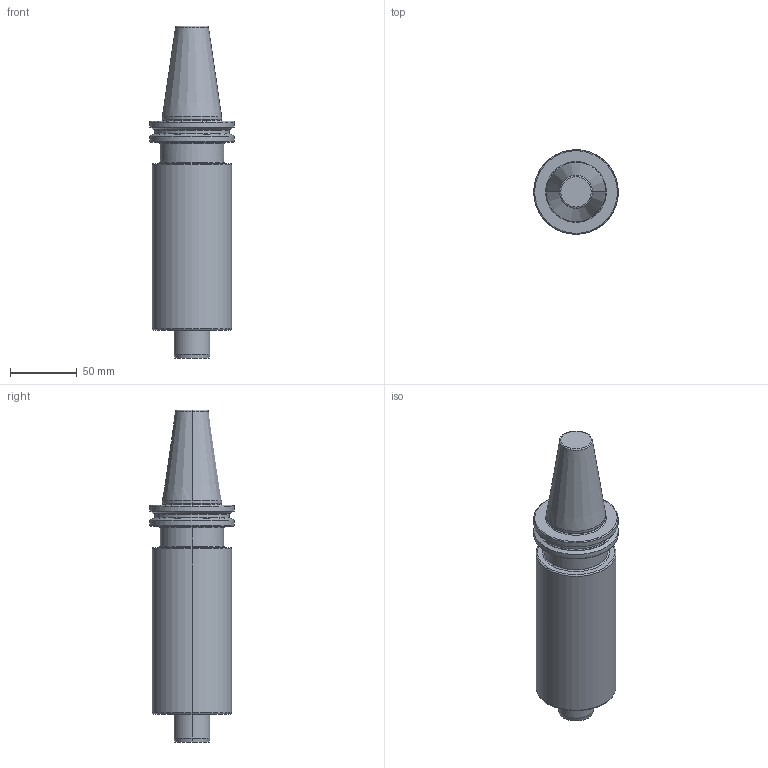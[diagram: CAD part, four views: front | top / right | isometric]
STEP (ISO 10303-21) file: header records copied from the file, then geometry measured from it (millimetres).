
FILE_DESCRIPTION(/* description */ (''),/* implementation_level */ '2;1');
FILE_NAME(/* name */ '1659669648757.stp',/* time_stamp */ '2022-08-05T08:51:01+05:00',/* author */ (''),/* organization */ ('SMS'),/* preprocessor_version */ 'ST-DEVELOPER v16.7',/* originating_system */ 'SIEMENS PLM Software NX 12.0',/* authorisation */ '');
FILE_SCHEMA (('AUTOMOTIVE_DESIGN { 1 0 10303 214 3 1 1 1 }'));
Length unit declared in the file: millimetre
Products named in the file (1): 204264359mod000_00
Bounding box: 63.5 x 63.5 x 249.25 mm (x, y, z)
Volume: 511274.6 mm3; surface area: 46335.3 mm2
Topology: 1 solids, 1 shells, 54 faces, 118 edges, 74 vertices
Faces by surface type: torus 22, cylinder 11, plane 10, cone 8, revolution 3
Full cylindrical faces by diameter (mm): 56 x1, 63.5 x2
Entity records: 1646 total; most frequent: CARTESIAN_POINT 387, DIRECTION 285, ORIENTED_EDGE 232, AXIS2_PLACEMENT_3D 132, EDGE_CURVE 116, CIRCLE 77, VERTEX_POINT 71, EDGE_LOOP 61
